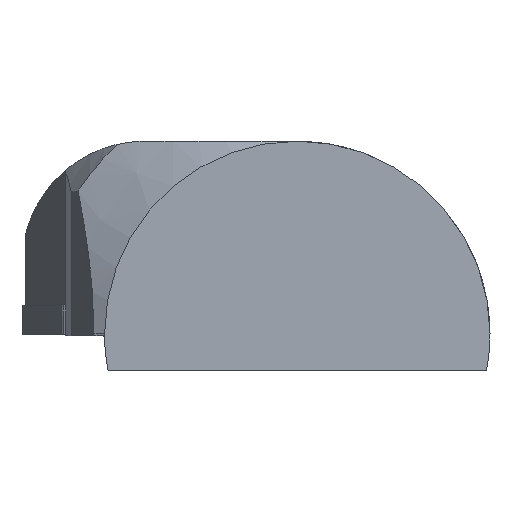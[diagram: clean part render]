
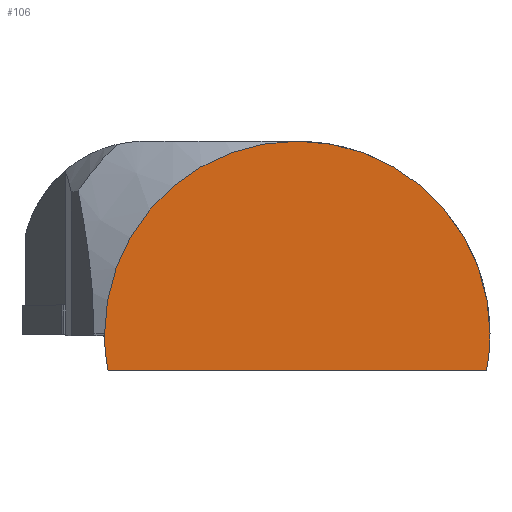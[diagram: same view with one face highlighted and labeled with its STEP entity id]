
A CAD part, top view. The second image highlights one B-rep face of the part: STEP entity #106.
In plain terms, the highlighted planar face has unit normal (0, 0, 1).
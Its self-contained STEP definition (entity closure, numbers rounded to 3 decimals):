
#106=ADVANCED_FACE('',(#174),#175,.F.);
#174=FACE_OUTER_BOUND('',#318,.T.);
#175=PLANE('',#319);
#318=EDGE_LOOP('',(#589,#590,#591,#592));
#319=AXIS2_PLACEMENT_3D('',#593,#594,#595);
#589=ORIENTED_EDGE('',*,*,#679,.T.);
#590=ORIENTED_EDGE('',*,*,#683,.T.);
#591=ORIENTED_EDGE('',*,*,#698,.T.);
#592=ORIENTED_EDGE('',*,*,#717,.T.);
#593=CARTESIAN_POINT('',(0.0,12.75,0.0));
#594=DIRECTION('',(0.0,0.0,-1.0));
#595=DIRECTION('',(-1.0,0.0,0.0));
#679=EDGE_CURVE('',#819,#817,#820,.T.);
#683=EDGE_CURVE('',#817,#824,#826,.T.);
#698=EDGE_CURVE('',#824,#850,#852,.T.);
#717=EDGE_CURVE('',#850,#819,#881,.T.);
#817=VERTEX_POINT('',#1059);
#819=VERTEX_POINT('',#1062);
#820=CIRCLE('',#1063,31.5);
#824=VERTEX_POINT('',#1068);
#826=CIRCLE('',#1071,31.5);
#850=VERTEX_POINT('',#1104);
#852=CIRCLE('',#1107,31.5);
#881=LINE('',#1164,#1165);
#1059=CARTESIAN_POINT('',(31.5,0.,0.0));
#1062=CARTESIAN_POINT('',(30.923,-6.,0.0));
#1063=AXIS2_PLACEMENT_3D('',#1256,#1257,#1258);
#1068=CARTESIAN_POINT('',(-31.5,0.,0.0));
#1071=AXIS2_PLACEMENT_3D('',#1264,#1265,#1266);
#1104=CARTESIAN_POINT('',(-30.923,-6.,0.0));
#1107=AXIS2_PLACEMENT_3D('',#1300,#1301,#1302);
#1164=CARTESIAN_POINT('',(-30.923,-6.,0.0));
#1165=VECTOR('',#1327,61.847);
#1256=CARTESIAN_POINT('',(0.0,0.,0.0));
#1257=DIRECTION('',(0.0,0.0,1.0));
#1258=DIRECTION('',(-1.0,0.0,0.0));
#1264=CARTESIAN_POINT('',(0.0,0.,0.0));
#1265=DIRECTION('',(0.0,0.0,1.0));
#1266=DIRECTION('',(-1.0,0.0,0.0));
#1300=CARTESIAN_POINT('',(0.0,0.,0.0));
#1301=DIRECTION('',(0.0,0.0,1.0));
#1302=DIRECTION('',(-1.0,0.0,0.0));
#1327=DIRECTION('',(1.0,0.0,0.0));
